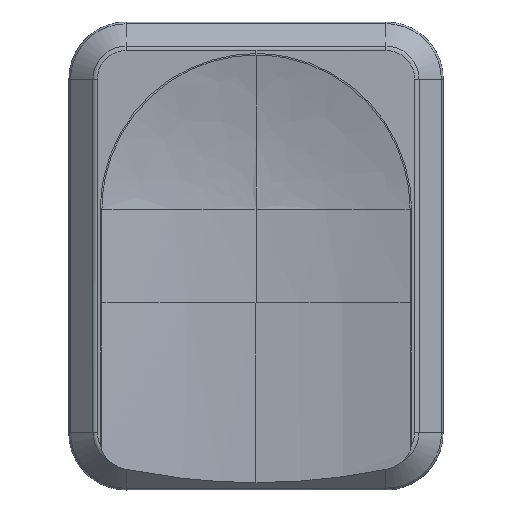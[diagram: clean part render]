
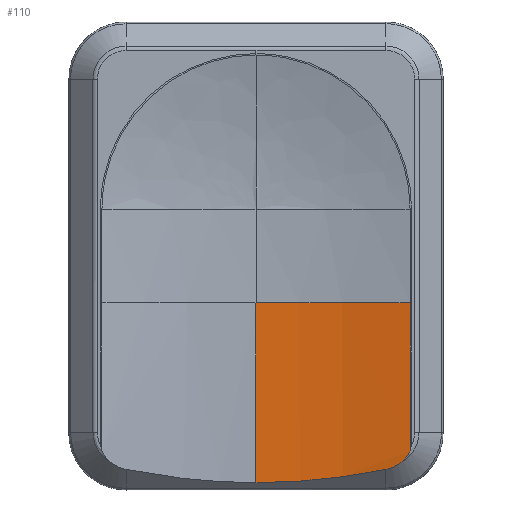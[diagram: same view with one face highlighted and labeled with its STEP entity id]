
A CAD part, top view. The second image highlights one B-rep face of the part: STEP entity #110.
In plain terms, the highlighted free-form (B-spline) face has degree [2, 1] with [3, 2] control points.
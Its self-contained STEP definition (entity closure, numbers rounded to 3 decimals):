
#110=ADVANCED_FACE('',(#205),#1363,.T.);
#205=FACE_OUTER_BOUND('',#303,.T.);
#303=EDGE_LOOP('',(#722,#723,#724,#725,#726,#727));
#722=ORIENTED_EDGE('',*,*,#924,.T.);
#723=ORIENTED_EDGE('',*,*,#950,.T.);
#724=ORIENTED_EDGE('',*,*,#879,.T.);
#725=ORIENTED_EDGE('',*,*,#949,.F.);
#726=ORIENTED_EDGE('',*,*,#874,.T.);
#727=ORIENTED_EDGE('',*,*,#948,.T.);
#874=EDGE_CURVE('',#1277,#1278,#1015,.T.);
#879=EDGE_CURVE('',#1291,#1294,#1132,.T.);
#924=EDGE_CURVE('',#1287,#1288,#1154,.T.);
#948=EDGE_CURVE('',#1278,#1287,#1053,.T.);
#949=EDGE_CURVE('',#1277,#1294,#1054,.T.);
#950=EDGE_CURVE('',#1288,#1291,#1167,.T.);
#1015=(
BOUNDED_CURVE()
B_SPLINE_CURVE(2,(#2467,#2468,#2469),.UNSPECIFIED.,.F.,.F.)
B_SPLINE_CURVE_WITH_KNOTS((3,3),(0.092,7.517),
 .UNSPECIFIED.)
CURVE()
GEOMETRIC_REPRESENTATION_ITEM()
RATIONAL_B_SPLINE_CURVE((1.,1.,1.))
REPRESENTATION_ITEM('')
);
#1053=(
BOUNDED_CURVE()
B_SPLINE_CURVE(1,(#2698,#2699),.UNSPECIFIED.,.F.,.F.)
B_SPLINE_CURVE_WITH_KNOTS((2,2),(0.,8.65),.UNSPECIFIED.)
CURVE()
GEOMETRIC_REPRESENTATION_ITEM()
RATIONAL_B_SPLINE_CURVE((1.,1.))
REPRESENTATION_ITEM('')
);
#1054=(
BOUNDED_CURVE()
B_SPLINE_CURVE(1,(#2700,#2701),.UNSPECIFIED.,.F.,.F.)
B_SPLINE_CURVE_WITH_KNOTS((2,2),(0.,7.115),.UNSPECIFIED.)
CURVE()
GEOMETRIC_REPRESENTATION_ITEM()
RATIONAL_B_SPLINE_CURVE((1.,1.))
REPRESENTATION_ITEM('')
);
#1132=B_SPLINE_CURVE_WITH_KNOTS('',3,(#2486,#2487,#2488,#2489,#2490,#2491,
#2492),.UNSPECIFIED.,.F.,.F.,(4,3,4),(0.,0.39,0.613),
 .UNSPECIFIED.);
#1154=B_SPLINE_CURVE_WITH_KNOTS('',3,(#2598,#2599,#2600,#2601,#2602,#2603,
#2604,#2605),.UNSPECIFIED.,.F.,.F.,(4,2,2,4),(0.,1.888,3.775,
6.339),.UNSPECIFIED.);
#1167=B_SPLINE_CURVE_WITH_KNOTS('',3,(#2702,#2703,#2704,#2705),
 .UNSPECIFIED.,.F.,.F.,(4,4),(0.,0.953),.UNSPECIFIED.);
#1277=VERTEX_POINT('',#2001);
#1278=VERTEX_POINT('',#2002);
#1287=VERTEX_POINT('',#2011);
#1288=VERTEX_POINT('',#2012);
#1291=VERTEX_POINT('',#2015);
#1294=VERTEX_POINT('',#2018);
#1363=(
BOUNDED_SURFACE()
B_SPLINE_SURFACE(2,1,((#1881,#1882),(#1883,#1884),(#1885,#1886)),
 .UNSPECIFIED.,.F.,.F.,.F.)
B_SPLINE_SURFACE_WITH_KNOTS((3,3),(2,2),(0.092,7.517),
(0.,15.439),.UNSPECIFIED.)
GEOMETRIC_REPRESENTATION_ITEM()
RATIONAL_B_SPLINE_SURFACE(((1.,1.),(1.,1.),(1.,1.)))
REPRESENTATION_ITEM('')
SURFACE()
);
#1881=CARTESIAN_POINT('',(67.459,29.5,9.442));
#1882=CARTESIAN_POINT('',(67.459,14.061,9.442));
#1883=CARTESIAN_POINT('',(63.755,29.5,8.55));
#1884=CARTESIAN_POINT('',(63.755,14.061,8.55));
#1885=CARTESIAN_POINT('',(60.051,29.5,8.55));
#1886=CARTESIAN_POINT('',(60.051,14.061,8.55));
#2001=CARTESIAN_POINT('',(67.459,29.5,9.442));
#2002=CARTESIAN_POINT('',(60.051,29.5,8.55));
#2011=CARTESIAN_POINT('',(60.051,20.85,8.55));
#2012=CARTESIAN_POINT('',(66.301,21.485,9.185));
#2015=CARTESIAN_POINT('',(67.121,21.891,9.362));
#2018=CARTESIAN_POINT('',(67.459,22.385,9.442));
#2467=CARTESIAN_POINT('',(67.459,29.5,9.442));
#2468=CARTESIAN_POINT('',(63.755,29.5,8.55));
#2469=CARTESIAN_POINT('',(60.051,29.5,8.55));
#2486=CARTESIAN_POINT('',(67.121,21.891,9.362));
#2487=CARTESIAN_POINT('',(67.217,21.974,9.384));
#2488=CARTESIAN_POINT('',(67.301,22.073,9.404));
#2489=CARTESIAN_POINT('',(67.367,22.184,9.42));
#2490=CARTESIAN_POINT('',(67.404,22.247,9.428));
#2491=CARTESIAN_POINT('',(67.436,22.315,9.436));
#2492=CARTESIAN_POINT('',(67.459,22.385,9.442));
#2598=CARTESIAN_POINT('',(60.051,20.85,8.55));
#2599=CARTESIAN_POINT('',(60.68,20.85,8.55));
#2600=CARTESIAN_POINT('',(61.309,20.869,8.569));
#2601=CARTESIAN_POINT('',(62.563,20.946,8.646));
#2602=CARTESIAN_POINT('',(63.187,21.004,8.704));
#2603=CARTESIAN_POINT('',(64.65,21.182,8.882));
#2604=CARTESIAN_POINT('',(65.481,21.318,9.018));
#2605=CARTESIAN_POINT('',(66.301,21.485,9.185));
#2698=CARTESIAN_POINT('',(60.051,29.5,8.55));
#2699=CARTESIAN_POINT('',(60.051,20.85,8.55));
#2700=CARTESIAN_POINT('',(67.459,29.5,9.442));
#2701=CARTESIAN_POINT('',(67.459,22.385,9.442));
#2702=CARTESIAN_POINT('',(66.301,21.485,9.185));
#2703=CARTESIAN_POINT('',(66.604,21.546,9.246));
#2704=CARTESIAN_POINT('',(66.887,21.686,9.308));
#2705=CARTESIAN_POINT('',(67.121,21.891,9.362));
